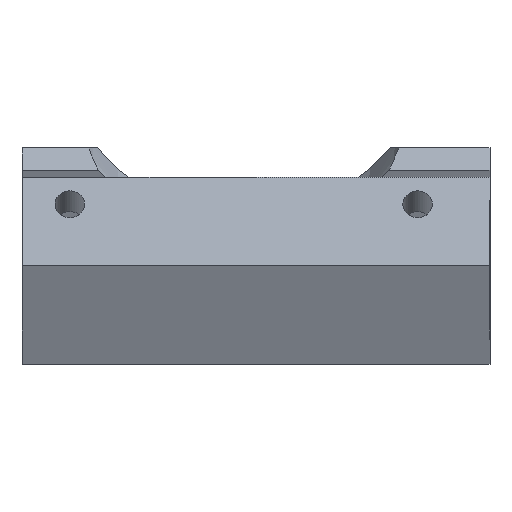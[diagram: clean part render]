
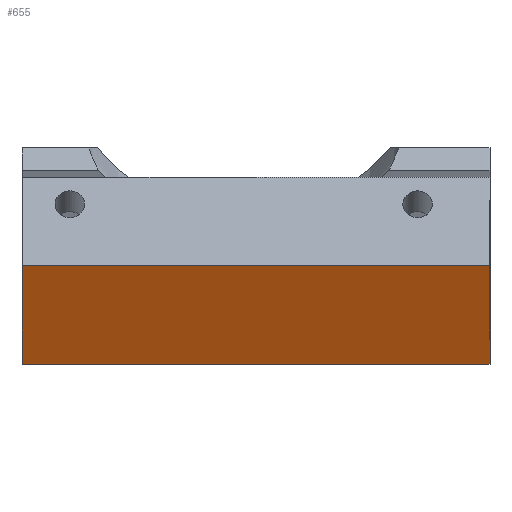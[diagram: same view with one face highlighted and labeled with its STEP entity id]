
A CAD part, left-side view. The second image highlights one B-rep face of the part: STEP entity #655.
In plain terms, the highlighted planar face has unit normal (-0.906, 0, -0.423).
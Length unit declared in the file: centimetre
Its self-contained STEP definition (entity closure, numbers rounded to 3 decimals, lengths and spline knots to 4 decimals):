
#55=PLANE('',#716);
#77=VECTOR('',#775,1.);
#92=VECTOR('',#796,1.);
#105=VECTOR('',#845,1.);
#111=VECTOR('',#864,1.);
#134=LINE('',#938,#77);
#149=LINE('',#970,#92);
#162=LINE('',#1022,#105);
#168=LINE('',#1040,#111);
#199=VERTEX_POINT('',#937);
#200=VERTEX_POINT('',#939);
#212=VERTEX_POINT('',#969);
#213=VERTEX_POINT('',#971);
#287=EDGE_CURVE('',#199,#200,#134,.T.);
#302=EDGE_CURVE('',#213,#212,#149,.T.);
#327=EDGE_CURVE('',#199,#213,#162,.T.);
#336=EDGE_CURVE('',#200,#212,#168,.T.);
#476=ORIENTED_EDGE('',*,*,#302,.T.);
#477=ORIENTED_EDGE('',*,*,#336,.F.);
#478=ORIENTED_EDGE('',*,*,#287,.F.);
#479=ORIENTED_EDGE('',*,*,#327,.T.);
#563=EDGE_LOOP('',(#476,#477,#478,#479));
#620=FACE_BOUND('',#563,.T.);
#655=ADVANCED_FACE('',(#620),#55,.T.);
#716=AXIS2_PLACEMENT_3D('',#1039,#863,$);
#775=DIRECTION('',(0.423,0.,-0.906));
#796=DIRECTION('',(0.423,0.,-0.906));
#845=DIRECTION('',(0.,1.,0.));
#863=DIRECTION('',(-0.906,0.,-0.423));
#864=DIRECTION('',(0.,1.,0.));
#937=CARTESIAN_POINT('',(-3.7149,0.,0.9969));
#938=CARTESIAN_POINT('',(-3.7149,0.,0.9969));
#939=CARTESIAN_POINT('',(-3.25,0.,0.));
#969=CARTESIAN_POINT('',(-3.25,4.75,0.));
#970=CARTESIAN_POINT('',(-3.7149,4.75,0.9969));
#971=CARTESIAN_POINT('',(-3.7149,4.75,0.9969));
#1022=CARTESIAN_POINT('',(-3.7149,0.,0.9969));
#1039=CARTESIAN_POINT('',(-3.4824,0.,0.4985));
#1040=CARTESIAN_POINT('',(-3.25,0.,0.));
